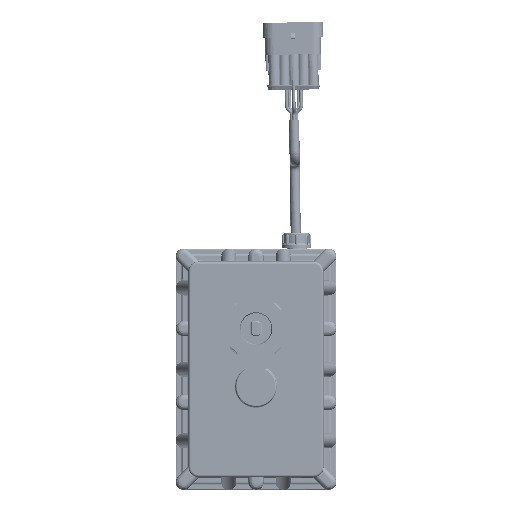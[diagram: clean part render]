
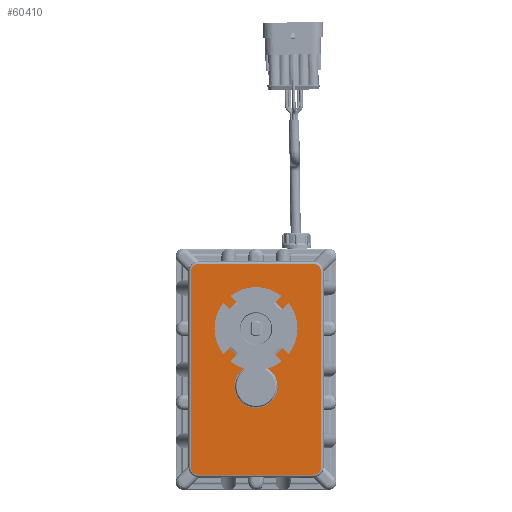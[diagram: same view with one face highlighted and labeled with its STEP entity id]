
A CAD part, front view. The second image highlights one B-rep face of the part: STEP entity #60410.
In plain terms, the highlighted planar face has unit normal (0, -1, 0).
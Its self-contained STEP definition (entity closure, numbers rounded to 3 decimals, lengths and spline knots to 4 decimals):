
#2348=FACE_BOUND('',#7951,.T.);
#2349=FACE_BOUND('',#7952,.T.);
#4355=FACE_OUTER_BOUND('',#7950,.T.);
#7950=EDGE_LOOP('',(#41861,#41862,#41863,#41864,#41865,#41866,#41867,#41868));
#7951=EDGE_LOOP('',(#41869));
#7952=EDGE_LOOP('',(#41870));
#11853=LINE('',#91779,#17057);
#11854=LINE('',#91783,#17058);
#11855=LINE('',#91787,#17059);
#11856=LINE('',#91790,#17060);
#17057=VECTOR('',#72846,0.3937);
#17058=VECTOR('',#72849,0.3937);
#17059=VECTOR('',#72852,0.3937);
#17060=VECTOR('',#72855,0.3937);
#22393=CIRCLE('',#65197,0.805);
#22404=CIRCLE('',#65215,0.53);
#22405=CIRCLE('',#65217,0.19);
#22406=CIRCLE('',#65218,0.19);
#22407=CIRCLE('',#65219,0.19);
#22408=CIRCLE('',#65220,0.19);
#25333=VERTEX_POINT('',#91744);
#25340=VERTEX_POINT('',#91771);
#25341=VERTEX_POINT('',#91775);
#25342=VERTEX_POINT('',#91776);
#25343=VERTEX_POINT('',#91778);
#25344=VERTEX_POINT('',#91780);
#25345=VERTEX_POINT('',#91782);
#25346=VERTEX_POINT('',#91784);
#25347=VERTEX_POINT('',#91786);
#25348=VERTEX_POINT('',#91788);
#31671=EDGE_CURVE('',#25333,#25333,#22393,.T.);
#31684=EDGE_CURVE('',#25340,#25340,#22404,.T.);
#31685=EDGE_CURVE('',#25341,#25342,#22405,.T.);
#31686=EDGE_CURVE('',#25343,#25341,#11853,.T.);
#31687=EDGE_CURVE('',#25344,#25343,#22406,.T.);
#31688=EDGE_CURVE('',#25345,#25344,#11854,.T.);
#31689=EDGE_CURVE('',#25346,#25345,#22407,.T.);
#31690=EDGE_CURVE('',#25347,#25346,#11855,.T.);
#31691=EDGE_CURVE('',#25348,#25347,#22408,.T.);
#31692=EDGE_CURVE('',#25342,#25348,#11856,.T.);
#41861=ORIENTED_EDGE('',*,*,#31685,.F.);
#41862=ORIENTED_EDGE('',*,*,#31686,.F.);
#41863=ORIENTED_EDGE('',*,*,#31687,.F.);
#41864=ORIENTED_EDGE('',*,*,#31688,.F.);
#41865=ORIENTED_EDGE('',*,*,#31689,.F.);
#41866=ORIENTED_EDGE('',*,*,#31690,.F.);
#41867=ORIENTED_EDGE('',*,*,#31691,.F.);
#41868=ORIENTED_EDGE('',*,*,#31692,.F.);
#41869=ORIENTED_EDGE('',*,*,#31671,.F.);
#41870=ORIENTED_EDGE('',*,*,#31684,.F.);
#58423=PLANE('',#65216);
#60410=ADVANCED_FACE('',(#4355,#2348,#2349),#58423,.F.);
#65197=AXIS2_PLACEMENT_3D('',#91746,#72802,#72803);
#65215=AXIS2_PLACEMENT_3D('',#91773,#72840,#72841);
#65216=AXIS2_PLACEMENT_3D('',#91774,#72842,#72843);
#65217=AXIS2_PLACEMENT_3D('',#91777,#72844,#72845);
#65218=AXIS2_PLACEMENT_3D('',#91781,#72847,#72848);
#65219=AXIS2_PLACEMENT_3D('',#91785,#72850,#72851);
#65220=AXIS2_PLACEMENT_3D('',#91789,#72853,#72854);
#72802=DIRECTION('center_axis',(0.,-1.,0.));
#72803=DIRECTION('ref_axis',(0.,0.,-1.));
#72840=DIRECTION('center_axis',(0.,-1.,0.));
#72841=DIRECTION('ref_axis',(-1.,0.,0.));
#72842=DIRECTION('center_axis',(0.,1.,0.));
#72843=DIRECTION('ref_axis',(0.,0.,1.));
#72844=DIRECTION('center_axis',(0.,1.,0.));
#72845=DIRECTION('ref_axis',(-0.707,0.,0.707));
#72846=DIRECTION('',(0.,0.,1.));
#72847=DIRECTION('center_axis',(0.,1.,0.));
#72848=DIRECTION('ref_axis',(-0.707,0.,-0.707));
#72849=DIRECTION('',(-1.,0.,0.));
#72850=DIRECTION('center_axis',(0.,1.,0.));
#72851=DIRECTION('ref_axis',(0.707,0.,-0.707));
#72852=DIRECTION('',(0.,0.,-1.));
#72853=DIRECTION('center_axis',(0.,1.,0.));
#72854=DIRECTION('ref_axis',(0.707,0.,0.707));
#72855=DIRECTION('',(1.,0.,0.));
#91744=CARTESIAN_POINT('',(0.,0.,-0.805));
#91746=CARTESIAN_POINT('Origin',(0.,0.,0.));
#91771=CARTESIAN_POINT('',(0.,0.,-1.95));
#91773=CARTESIAN_POINT('Origin',(0.,0.,-1.42));
#91774=CARTESIAN_POINT('Origin',(0.,0.,-1.));
#91775=CARTESIAN_POINT('',(-1.6,0.,1.4));
#91776=CARTESIAN_POINT('',(-1.41,0.,1.59));
#91777=CARTESIAN_POINT('Origin',(-1.41,0.,1.4));
#91778=CARTESIAN_POINT('',(-1.6,0.,-3.4));
#91779=CARTESIAN_POINT('',(-1.6,0.,0.2));
#91780=CARTESIAN_POINT('',(-1.41,0.,-3.59));
#91781=CARTESIAN_POINT('Origin',(-1.41,0.,-3.4));
#91782=CARTESIAN_POINT('',(1.41,0.,-3.59));
#91783=CARTESIAN_POINT('',(-0.705,0.,-3.59));
#91784=CARTESIAN_POINT('',(1.6,0.,-3.4));
#91785=CARTESIAN_POINT('Origin',(1.41,0.,-3.4));
#91786=CARTESIAN_POINT('',(1.6,0.,1.4));
#91787=CARTESIAN_POINT('',(1.6,0.,-2.2));
#91788=CARTESIAN_POINT('',(1.41,0.,1.59));
#91789=CARTESIAN_POINT('Origin',(1.41,0.,1.4));
#91790=CARTESIAN_POINT('',(0.705,0.,1.59));
